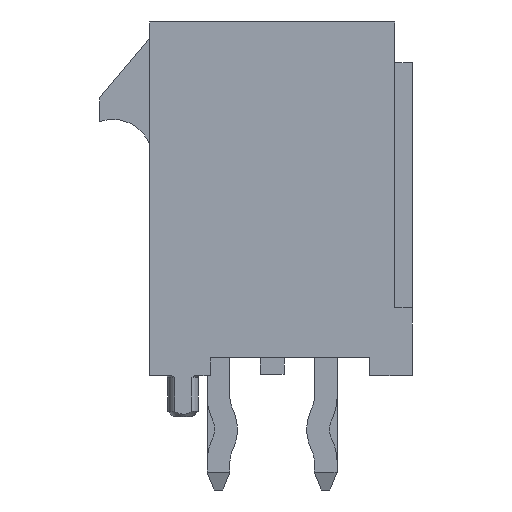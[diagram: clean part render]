
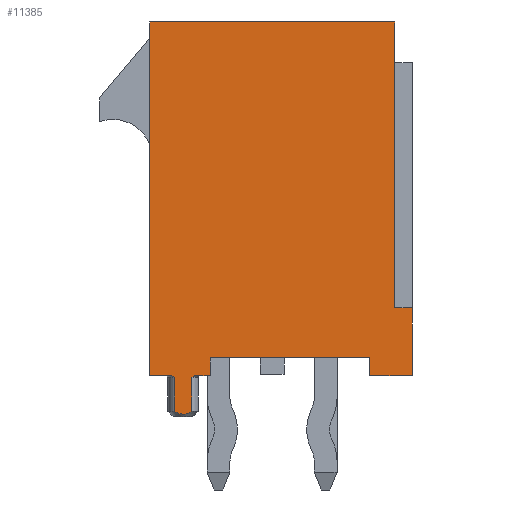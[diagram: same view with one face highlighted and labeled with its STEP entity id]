
A CAD part, front view. The second image highlights one B-rep face of the part: STEP entity #11385.
In plain terms, the highlighted planar face has unit normal (0, -1, 0).
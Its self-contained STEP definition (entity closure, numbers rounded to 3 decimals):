
#133=B_SPLINE_CURVE_WITH_KNOTS('',3,(#17355,#17356,#17357,#17358,#17359),
 .UNSPECIFIED.,.F.,.F.,(4,1,4),(0.,0.,0.001),
 .UNSPECIFIED.);
#134=B_SPLINE_CURVE_WITH_KNOTS('',3,(#17363,#17364,#17365,#17366),
 .UNSPECIFIED.,.F.,.F.,(4,4),(0.,0.),.UNSPECIFIED.);
#135=B_SPLINE_CURVE_WITH_KNOTS('',3,(#17373,#17374,#17375,#17376),
 .UNSPECIFIED.,.F.,.F.,(4,4),(0.,0.),.UNSPECIFIED.);
#1820=ORIENTED_EDGE('',*,*,#4667,.F.);
#1821=ORIENTED_EDGE('',*,*,#4668,.T.);
#1822=ORIENTED_EDGE('',*,*,#4669,.T.);
#1823=ORIENTED_EDGE('',*,*,#4670,.T.);
#1824=ORIENTED_EDGE('',*,*,#4344,.F.);
#1825=ORIENTED_EDGE('',*,*,#4671,.T.);
#1826=ORIENTED_EDGE('',*,*,#4581,.T.);
#1827=ORIENTED_EDGE('',*,*,#4672,.T.);
#1828=ORIENTED_EDGE('',*,*,#4658,.F.);
#1829=ORIENTED_EDGE('',*,*,#4673,.T.);
#1830=ORIENTED_EDGE('',*,*,#4674,.T.);
#1831=ORIENTED_EDGE('',*,*,#4162,.F.);
#1832=ORIENTED_EDGE('',*,*,#4237,.F.);
#1833=ORIENTED_EDGE('',*,*,#4675,.F.);
#1834=ORIENTED_EDGE('',*,*,#4350,.F.);
#1835=ORIENTED_EDGE('',*,*,#4676,.T.);
#4162=EDGE_CURVE('',#5749,#5750,#6925,.T.);
#4237=EDGE_CURVE('',#5811,#5749,#7000,.T.);
#4344=EDGE_CURVE('',#5917,#5918,#7107,.T.);
#4350=EDGE_CURVE('',#5923,#5924,#7111,.T.);
#4581=EDGE_CURVE('',#6032,#6031,#7342,.T.);
#4658=EDGE_CURVE('',#6045,#6046,#7419,.T.);
#4667=EDGE_CURVE('',#6051,#6052,#7428,.T.);
#4668=EDGE_CURVE('',#6051,#6053,#133,.T.);
#4669=EDGE_CURVE('',#6053,#6054,#7429,.T.);
#4670=EDGE_CURVE('',#6054,#5918,#134,.T.);
#4671=EDGE_CURVE('',#5917,#6032,#7430,.T.);
#4672=EDGE_CURVE('',#6031,#6046,#7431,.T.);
#4673=EDGE_CURVE('',#6045,#6055,#7432,.T.);
#4674=EDGE_CURVE('',#6055,#5750,#7433,.T.);
#4675=EDGE_CURVE('',#5924,#5811,#7434,.T.);
#4676=EDGE_CURVE('',#5923,#6052,#135,.T.);
#5749=VERTEX_POINT('',#16397);
#5750=VERTEX_POINT('',#16399);
#5811=VERTEX_POINT('',#16544);
#5917=VERTEX_POINT('',#16759);
#5918=VERTEX_POINT('',#16760);
#5923=VERTEX_POINT('',#16771);
#5924=VERTEX_POINT('',#16773);
#6031=VERTEX_POINT('',#17193);
#6032=VERTEX_POINT('',#17195);
#6045=VERTEX_POINT('',#17335);
#6046=VERTEX_POINT('',#17337);
#6051=VERTEX_POINT('',#17353);
#6052=VERTEX_POINT('',#17354);
#6053=VERTEX_POINT('',#17360);
#6054=VERTEX_POINT('',#17362);
#6055=VERTEX_POINT('',#17370);
#6925=LINE('',#16398,#8544);
#7000=LINE('',#16545,#8619);
#7107=LINE('',#16758,#8726);
#7111=LINE('',#16772,#8730);
#7342=LINE('',#17194,#8961);
#7419=LINE('',#17336,#9038);
#7428=LINE('',#17352,#9047);
#7429=LINE('',#17361,#9048);
#7430=LINE('',#17367,#9049);
#7431=LINE('',#17368,#9050);
#7432=LINE('',#17369,#9051);
#7433=LINE('',#17371,#9052);
#7434=LINE('',#17372,#9053);
#8544=VECTOR('',#13123,1000.);
#8619=VECTOR('',#13218,1000.);
#8726=VECTOR('',#13327,1000.);
#8730=VECTOR('',#13337,1000.);
#8961=VECTOR('',#13734,1000.);
#9038=VECTOR('',#13913,1000.);
#9047=VECTOR('',#13926,1000.);
#9048=VECTOR('',#13927,1000.);
#9049=VECTOR('',#13928,1000.);
#9050=VECTOR('',#13929,1000.);
#9051=VECTOR('',#13930,1000.);
#9052=VECTOR('',#13931,1000.);
#9053=VECTOR('',#13932,1000.);
#9756=EDGE_LOOP('',(#1820,#1821,#1822,#1823,#1824,#1825,#1826,#1827,#1828,
#1829,#1830,#1831,#1832,#1833,#1834,#1835));
#10327=FACE_BOUND('',#9756,.T.);
#10876=PLANE('',#11953);
#11385=ADVANCED_FACE('',(#10327),#10876,.F.);
#11953=AXIS2_PLACEMENT_3D('',#17351,#13924,#13925);
#13123=DIRECTION('',(0.,0.,-1.));
#13218=DIRECTION('',(1.,0.,0.));
#13327=DIRECTION('',(-1.,0.,0.));
#13337=DIRECTION('',(-1.,0.,0.));
#13734=DIRECTION('',(1.,0.,0.));
#13913=DIRECTION('',(-1.,0.,0.));
#13924=DIRECTION('',(0.,1.,0.));
#13925=DIRECTION('',(0.,0.,1.));
#13926=DIRECTION('',(0.,0.,1.));
#13927=DIRECTION('',(0.,0.,1.));
#13928=DIRECTION('',(0.,0.,1.));
#13929=DIRECTION('',(0.,0.,-1.));
#13930=DIRECTION('',(0.,0.,1.));
#13931=DIRECTION('',(-1.,0.,0.));
#13932=DIRECTION('',(0.,0.,1.));
#16397=CARTESIAN_POINT('',(3.43,-16.85,4.95));
#16398=CARTESIAN_POINT('',(3.43,-16.85,4.95));
#16399=CARTESIAN_POINT('',(3.43,-16.85,-3.05));
#16544=CARTESIAN_POINT('',(-3.43,-16.85,4.95));
#16545=CARTESIAN_POINT('',(-3.43,-16.85,4.95));
#16758=CARTESIAN_POINT('',(3.43,-16.85,-4.95));
#16759=CARTESIAN_POINT('',(-1.73,-16.85,-4.95));
#16760=CARTESIAN_POINT('',(-2.169,-16.85,-4.95));
#16771=CARTESIAN_POINT('',(-2.811,-16.85,-4.95));
#16772=CARTESIAN_POINT('',(3.43,-16.85,-4.95));
#16773=CARTESIAN_POINT('',(-3.43,-16.85,-4.95));
#17193=CARTESIAN_POINT('',(2.73,-16.85,-4.45));
#17194=CARTESIAN_POINT('',(-2.73,-16.85,-4.45));
#17195=CARTESIAN_POINT('',(-1.73,-16.85,-4.45));
#17335=CARTESIAN_POINT('',(3.93,-16.85,-4.95));
#17336=CARTESIAN_POINT('',(3.43,-16.85,-4.95));
#17337=CARTESIAN_POINT('',(2.73,-16.85,-4.95));
#17351=CARTESIAN_POINT('',(0.,-16.85,0.));
#17352=CARTESIAN_POINT('',(-2.731,-16.85,-6.1));
#17353=CARTESIAN_POINT('',(-2.731,-16.85,-5.95));
#17354=CARTESIAN_POINT('',(-2.731,-16.85,-5.));
#17355=CARTESIAN_POINT('',(-2.731,-16.85,-5.95));
#17356=CARTESIAN_POINT('',(-2.657,-16.85,-5.992));
#17357=CARTESIAN_POINT('',(-2.491,-16.85,-6.058));
#17358=CARTESIAN_POINT('',(-2.323,-16.85,-5.992));
#17359=CARTESIAN_POINT('',(-2.249,-16.85,-5.95));
#17360=CARTESIAN_POINT('',(-2.249,-16.85,-5.95));
#17361=CARTESIAN_POINT('',(-2.249,-16.85,-6.1));
#17362=CARTESIAN_POINT('',(-2.249,-16.85,-5.));
#17363=CARTESIAN_POINT('',(-2.249,-16.85,-5.));
#17364=CARTESIAN_POINT('',(-2.222,-16.85,-4.984));
#17365=CARTESIAN_POINT('',(-2.195,-16.85,-4.968));
#17366=CARTESIAN_POINT('',(-2.169,-16.85,-4.95));
#17367=CARTESIAN_POINT('',(-1.73,-16.85,-4.95));
#17368=CARTESIAN_POINT('',(2.73,-16.85,-4.45));
#17369=CARTESIAN_POINT('',(3.93,-16.85,-4.95));
#17370=CARTESIAN_POINT('',(3.93,-16.85,-3.05));
#17371=CARTESIAN_POINT('',(3.93,-16.85,-3.05));
#17372=CARTESIAN_POINT('',(-3.43,-16.85,-4.95));
#17373=CARTESIAN_POINT('',(-2.811,-16.85,-4.95));
#17374=CARTESIAN_POINT('',(-2.785,-16.85,-4.968));
#17375=CARTESIAN_POINT('',(-2.758,-16.85,-4.984));
#17376=CARTESIAN_POINT('',(-2.731,-16.85,-5.));
